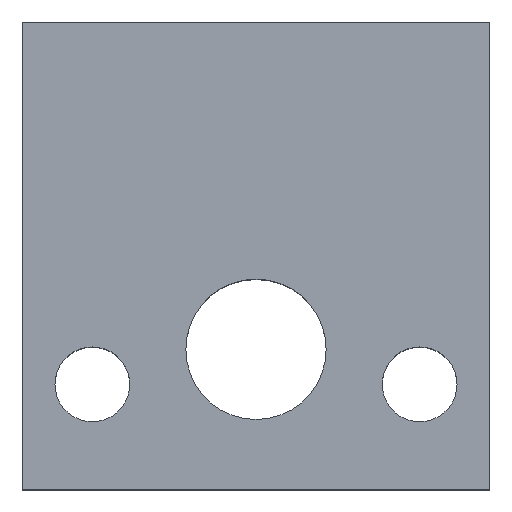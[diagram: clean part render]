
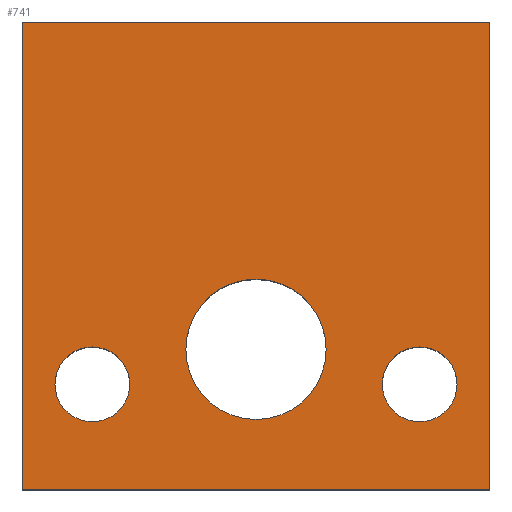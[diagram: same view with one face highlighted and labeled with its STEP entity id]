
A CAD part, top view. The second image highlights one B-rep face of the part: STEP entity #741.
In plain terms, the highlighted planar face has unit normal (0, 0, 1).
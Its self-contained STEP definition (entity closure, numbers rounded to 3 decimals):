
#5 = ORIENTED_EDGE ( 'NONE', *, *, #357, .T. ) ;
#40 = CARTESIAN_POINT ( 'NONE',  ( -8.6, -5.5, 10. ) ) ;
#71 = CARTESIAN_POINT ( 'NONE',  ( -5.4, -5.5, 10. ) ) ;
#88 = DIRECTION ( 'NONE',  ( 1., 0., 0. ) ) ;
#91 = CARTESIAN_POINT ( 'NONE',  ( 3., -4., 10. ) ) ;
#93 = PLANE ( 'NONE',  #556 ) ;
#99 = DIRECTION ( 'NONE',  ( 0., 0., 1. ) ) ;
#101 = CARTESIAN_POINT ( 'NONE',  ( 0., 0., 10. ) ) ;
#106 = CARTESIAN_POINT ( 'NONE',  ( 10., 10., 10. ) ) ;
#107 = CARTESIAN_POINT ( 'NONE',  ( -10., 10., 10. ) ) ;
#111 = CARTESIAN_POINT ( 'NONE',  ( 10., -10., 10. ) ) ;
#112 = VERTEX_POINT ( 'NONE', #759 ) ;
#118 = CIRCLE ( 'NONE', #463, 1.6 ) ;
#119 = CARTESIAN_POINT ( 'NONE',  ( -3., -4., 10. ) ) ;
#135 = ORIENTED_EDGE ( 'NONE', *, *, #337, .T. ) ;
#149 = CARTESIAN_POINT ( 'NONE',  ( -10., -10., 10. ) ) ;
#155 = LINE ( 'NONE', #467, #568 ) ;
#168 = VERTEX_POINT ( 'NONE', #743 ) ;
#234 = FACE_BOUND ( 'NONE', #250, .T. ) ;
#250 = EDGE_LOOP ( 'NONE', ( #856, #436 ) ) ;
#261 = DIRECTION ( 'NONE',  ( 1., 0., 0. ) ) ;
#263 = DIRECTION ( 'NONE',  ( 0., 0., -1. ) ) ;
#265 = CARTESIAN_POINT ( 'NONE',  ( 0., -4., 10. ) ) ;
#273 = DIRECTION ( 'NONE',  ( 1., 0., 0. ) ) ;
#275 = DIRECTION ( 'NONE',  ( 0., 0., -1. ) ) ;
#276 = CARTESIAN_POINT ( 'NONE',  ( 7., -5.5, 10. ) ) ;
#286 = CIRCLE ( 'NONE', #486, 3. ) ;
#306 = EDGE_LOOP ( 'NONE', ( #5, #403 ) ) ;
#307 = EDGE_LOOP ( 'NONE', ( #558, #829, #849, #618 ) ) ;
#311 = EDGE_CURVE ( 'NONE', #559, #717, #861, .T. ) ;
#312 = CIRCLE ( 'NONE', #466, 1.6 ) ;
#316 = EDGE_CURVE ( 'NONE', #717, #732, #605, .T. ) ;
#318 = EDGE_CURVE ( 'NONE', #732, #718, #584, .T. ) ;
#324 = EDGE_CURVE ( 'NONE', #718, #559, #155, .T. ) ;
#325 = EDGE_CURVE ( 'NONE', #617, #795, #738, .T. ) ;
#328 = EDGE_CURVE ( 'NONE', #168, #112, #118, .T. ) ;
#329 = EDGE_CURVE ( 'NONE', #819, #801, #312, .T. ) ;
#331 = DIRECTION ( 'NONE',  ( 1., 0., 0. ) ) ;
#333 = DIRECTION ( 'NONE',  ( 0., 0., -1. ) ) ;
#334 = EDGE_LOOP ( 'NONE', ( #135, #735 ) ) ;
#335 = CARTESIAN_POINT ( 'NONE',  ( -7., -5.5, 10. ) ) ;
#337 = EDGE_CURVE ( 'NONE', #801, #819, #534, .T. ) ;
#352 = EDGE_CURVE ( 'NONE', #112, #168, #815, .T. ) ;
#357 = EDGE_CURVE ( 'NONE', #795, #617, #286, .T. ) ;
#364 = DIRECTION ( 'NONE',  ( 1., 0., 0. ) ) ;
#367 = DIRECTION ( 'NONE',  ( 0., 0., -1. ) ) ;
#370 = CARTESIAN_POINT ( 'NONE',  ( -7., -5.5, 10. ) ) ;
#376 = DIRECTION ( 'NONE',  ( 1., 0., 0. ) ) ;
#377 = DIRECTION ( 'NONE',  ( 0., 0., -1. ) ) ;
#378 = CARTESIAN_POINT ( 'NONE',  ( 7., -5.5, 10. ) ) ;
#386 = DIRECTION ( 'NONE',  ( 1., 0., 0. ) ) ;
#389 = DIRECTION ( 'NONE',  ( 0., 0., -1. ) ) ;
#391 = CARTESIAN_POINT ( 'NONE',  ( 0., -4., 10. ) ) ;
#403 = ORIENTED_EDGE ( 'NONE', *, *, #325, .T. ) ;
#409 = DIRECTION ( 'NONE',  ( 0., -1., 0. ) ) ;
#411 = DIRECTION ( 'NONE',  ( -1., 0., 0. ) ) ;
#414 = CARTESIAN_POINT ( 'NONE',  ( 0., 10., 10. ) ) ;
#423 = DIRECTION ( 'NONE',  ( 0., 1., 0. ) ) ;
#426 = CARTESIAN_POINT ( 'NONE',  ( 10., 0., 10. ) ) ;
#436 = ORIENTED_EDGE ( 'NONE', *, *, #328, .T. ) ;
#437 = DIRECTION ( 'NONE',  ( 1., 0., 0. ) ) ;
#440 = CARTESIAN_POINT ( 'NONE',  ( 0., -10., 10. ) ) ;
#462 = AXIS2_PLACEMENT_3D ( 'NONE', #391, #389, #386 ) ;
#463 = AXIS2_PLACEMENT_3D ( 'NONE', #378, #377, #376 ) ;
#466 = AXIS2_PLACEMENT_3D ( 'NONE', #370, #367, #364 ) ;
#467 = CARTESIAN_POINT ( 'NONE',  ( -10., 0., 10. ) ) ;
#474 = AXIS2_PLACEMENT_3D ( 'NONE', #335, #333, #331 ) ;
#484 = AXIS2_PLACEMENT_3D ( 'NONE', #276, #275, #273 ) ;
#486 = AXIS2_PLACEMENT_3D ( 'NONE', #265, #263, #261 ) ;
#490 = FACE_OUTER_BOUND ( 'NONE', #307, .T. ) ;
#534 = CIRCLE ( 'NONE', #474, 1.6 ) ;
#556 = AXIS2_PLACEMENT_3D ( 'NONE', #101, #99, #88 ) ;
#558 = ORIENTED_EDGE ( 'NONE', *, *, #318, .T. ) ;
#559 = VERTEX_POINT ( 'NONE', #149 ) ;
#568 = VECTOR ( 'NONE', #409, 1000. ) ;
#584 = LINE ( 'NONE', #414, #847 ) ;
#605 = LINE ( 'NONE', #426, #760 ) ;
#617 = VERTEX_POINT ( 'NONE', #119 ) ;
#618 = ORIENTED_EDGE ( 'NONE', *, *, #316, .T. ) ;
#717 = VERTEX_POINT ( 'NONE', #111 ) ;
#718 = VERTEX_POINT ( 'NONE', #107 ) ;
#732 = VERTEX_POINT ( 'NONE', #106 ) ;
#735 = ORIENTED_EDGE ( 'NONE', *, *, #329, .T. ) ;
#738 = CIRCLE ( 'NONE', #462, 3. ) ;
#741 = ADVANCED_FACE ( 'NONE', ( #827, #234, #844, #490 ), #93, .T. ) ;
#743 = CARTESIAN_POINT ( 'NONE',  ( 5.4, -5.5, 10. ) ) ;
#759 = CARTESIAN_POINT ( 'NONE',  ( 8.6, -5.5, 10. ) ) ;
#760 = VECTOR ( 'NONE', #423, 1000. ) ;
#777 = VECTOR ( 'NONE', #437, 1000. ) ;
#795 = VERTEX_POINT ( 'NONE', #91 ) ;
#801 = VERTEX_POINT ( 'NONE', #71 ) ;
#815 = CIRCLE ( 'NONE', #484, 1.6 ) ;
#819 = VERTEX_POINT ( 'NONE', #40 ) ;
#827 = FACE_BOUND ( 'NONE', #334, .T. ) ;
#829 = ORIENTED_EDGE ( 'NONE', *, *, #324, .T. ) ;
#844 = FACE_BOUND ( 'NONE', #306, .T. ) ;
#847 = VECTOR ( 'NONE', #411, 1000. ) ;
#849 = ORIENTED_EDGE ( 'NONE', *, *, #311, .T. ) ;
#856 = ORIENTED_EDGE ( 'NONE', *, *, #352, .T. ) ;
#861 = LINE ( 'NONE', #440, #777 ) ;
